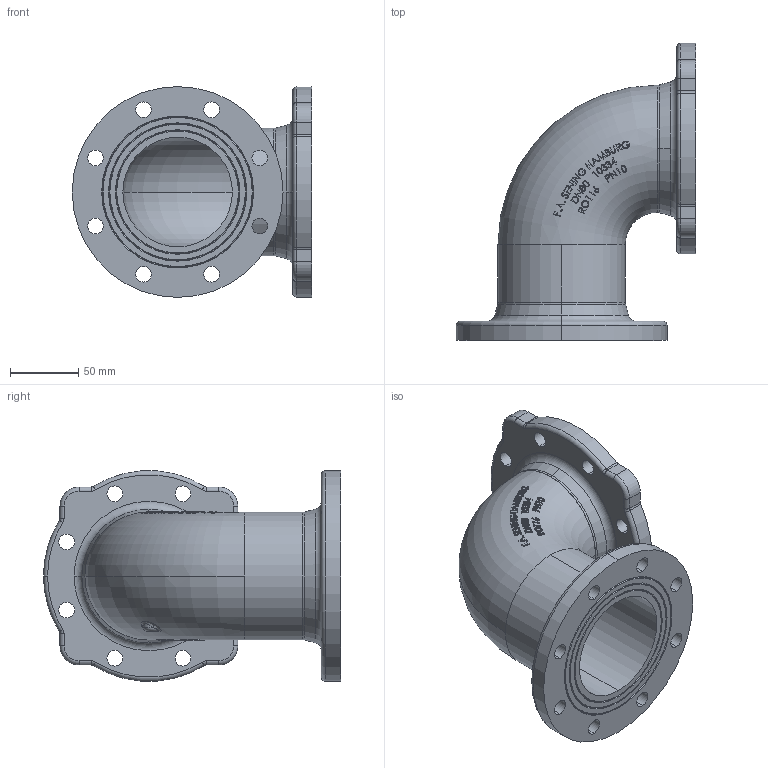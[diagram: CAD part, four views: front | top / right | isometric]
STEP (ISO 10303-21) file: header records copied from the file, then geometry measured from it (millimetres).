
FILE_DESCRIPTION (( 'STEP AP214' ), '1' );
FILE_NAME ('RO116_10334.STEP', '2012-09-24T11:28:30', ( 'Admin2' ), ( '' ), 'SwSTEP 2.0', 'SolidWorks 2010', '' );
FILE_SCHEMA (( 'AUTOMOTIVE_DESIGN' ));
Length unit declared in the file: millimetre
Products named in the file (1): RO116_10334
Bounding box: 175 x 217 x 154 mm (x, y, z)
Volume: 700902.3 mm3; surface area: 173619.6 mm2
Topology: 1 solids, 1 shells, 602 faces, 1561 edges, 1023 vertices
Faces by surface type: plane 247, bspline 172, torus 86, cylinder 69, cone 28
Entity records: 28802 total; most frequent: CARTESIAN_POINT 15140, ORIENTED_EDGE 3122, DIRECTION 1865, EDGE_CURVE 1561, VERTEX_POINT 1023, B_SPLINE_CURVE_WITH_KNOTS 801, EDGE_LOOP 698, AXIS2_PLACEMENT_3D 674
